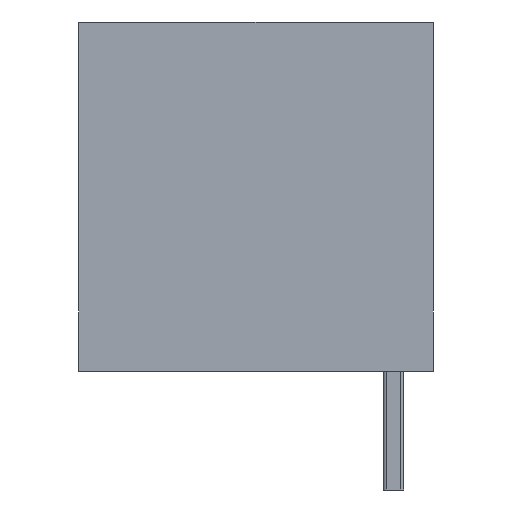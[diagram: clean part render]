
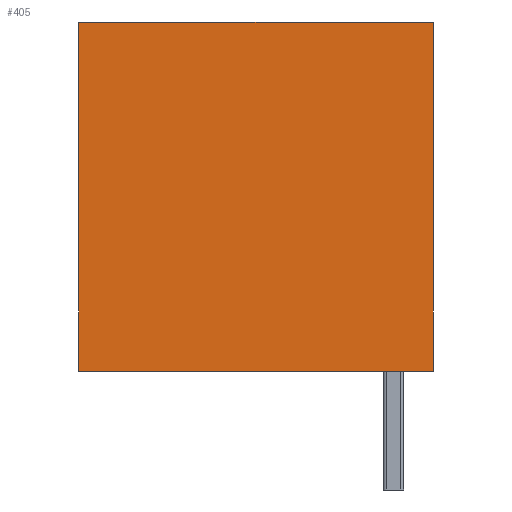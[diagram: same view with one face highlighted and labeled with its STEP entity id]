
A CAD part, left-side view. The second image highlights one B-rep face of the part: STEP entity #405.
In plain terms, the highlighted planar face has unit normal (-1, 0, 0).
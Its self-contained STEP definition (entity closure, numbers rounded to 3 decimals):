
#83 = VERTEX_POINT('',#84);
#84 = CARTESIAN_POINT('',(-15.25,5.975,6.4));
#90 = EDGE_CURVE('',#83,#91,#93,.T.);
#91 = VERTEX_POINT('',#92);
#92 = CARTESIAN_POINT('',(-15.25,5.965,6.4));
#93 = LINE('',#94,#95);
#94 = CARTESIAN_POINT('',(-15.25,5.975,6.4));
#95 = VECTOR('',#96,1.);
#96 = DIRECTION('',(0.,-1.,0.));
#115 = VERTEX_POINT('',#116);
#116 = CARTESIAN_POINT('',(-15.25,-5.965,6.4));
#122 = EDGE_CURVE('',#115,#123,#125,.T.);
#123 = VERTEX_POINT('',#124);
#124 = CARTESIAN_POINT('',(-15.25,-5.975,6.4));
#125 = LINE('',#126,#127);
#126 = CARTESIAN_POINT('',(-15.25,5.975,6.4));
#127 = VECTOR('',#128,1.);
#128 = DIRECTION('',(0.,-1.,0.));
#340 = EDGE_CURVE('',#341,#83,#343,.T.);
#341 = VERTEX_POINT('',#342);
#342 = CARTESIAN_POINT('',(-15.25,5.975,0.));
#343 = LINE('',#344,#345);
#344 = CARTESIAN_POINT('',(-15.25,5.975,0.));
#345 = VECTOR('',#346,1.);
#346 = DIRECTION('',(0.,0.,1.));
#405 = ADVANCED_FACE('',(#406),#447,.T.);
#406 = FACE_BOUND('',#407,.T.);
#407 = EDGE_LOOP('',(#408,#409,#417,#423,#424,#432,#440,#446));
#408 = ORIENTED_EDGE('',*,*,#340,.F.);
#409 = ORIENTED_EDGE('',*,*,#410,.T.);
#410 = EDGE_CURVE('',#341,#411,#413,.T.);
#411 = VERTEX_POINT('',#412);
#412 = CARTESIAN_POINT('',(-15.25,-5.975,0.));
#413 = LINE('',#414,#415);
#414 = CARTESIAN_POINT('',(-15.25,5.975,0.));
#415 = VECTOR('',#416,1.);
#416 = DIRECTION('',(0.,-1.,0.));
#417 = ORIENTED_EDGE('',*,*,#418,.T.);
#418 = EDGE_CURVE('',#411,#123,#419,.T.);
#419 = LINE('',#420,#421);
#420 = CARTESIAN_POINT('',(-15.25,-5.975,0.));
#421 = VECTOR('',#422,1.);
#422 = DIRECTION('',(0.,0.,1.));
#423 = ORIENTED_EDGE('',*,*,#122,.F.);
#424 = ORIENTED_EDGE('',*,*,#425,.T.);
#425 = EDGE_CURVE('',#115,#426,#428,.T.);
#426 = VERTEX_POINT('',#427);
#427 = CARTESIAN_POINT('',(-15.25,-5.965,11.77));
#428 = LINE('',#429,#430);
#429 = CARTESIAN_POINT('',(-15.25,-5.965,6.4));
#430 = VECTOR('',#431,1.);
#431 = DIRECTION('',(0.,0.,1.));
#432 = ORIENTED_EDGE('',*,*,#433,.F.);
#433 = EDGE_CURVE('',#434,#426,#436,.T.);
#434 = VERTEX_POINT('',#435);
#435 = CARTESIAN_POINT('',(-15.25,5.965,11.77));
#436 = LINE('',#437,#438);
#437 = CARTESIAN_POINT('',(-15.25,5.965,11.77));
#438 = VECTOR('',#439,1.);
#439 = DIRECTION('',(0.,-1.,0.));
#440 = ORIENTED_EDGE('',*,*,#441,.F.);
#441 = EDGE_CURVE('',#91,#434,#442,.T.);
#442 = LINE('',#443,#444);
#443 = CARTESIAN_POINT('',(-15.25,5.965,6.4));
#444 = VECTOR('',#445,1.);
#445 = DIRECTION('',(0.,0.,1.));
#446 = ORIENTED_EDGE('',*,*,#90,.F.);
#447 = PLANE('',#448);
#448 = AXIS2_PLACEMENT_3D('',#449,#450,#451);
#449 = CARTESIAN_POINT('',(-15.25,0.,5.883));
#450 = DIRECTION('',(-1.,-0.,-0.));
#451 = DIRECTION('',(0.,0.,-1.));
